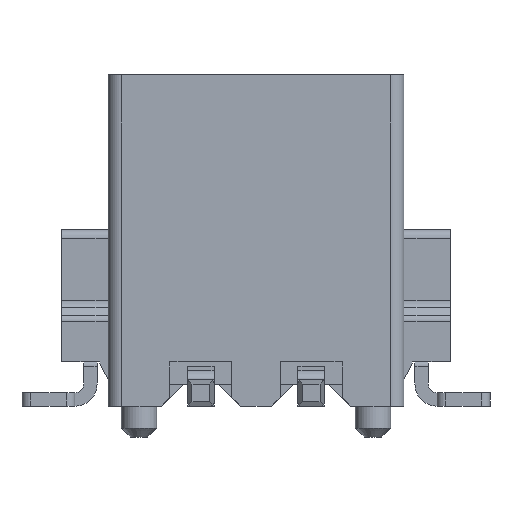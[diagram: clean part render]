
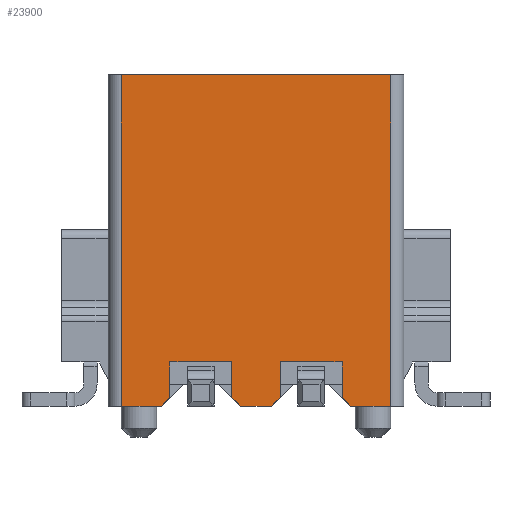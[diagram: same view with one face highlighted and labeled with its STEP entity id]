
A CAD part, front view. The second image highlights one B-rep face of the part: STEP entity #23900.
In plain terms, the highlighted planar face has unit normal (0, -1, 0).
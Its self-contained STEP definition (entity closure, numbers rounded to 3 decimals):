
#4050=CARTESIAN_POINT('',(4.461,-17.222,-0.25));
#4060=VERTEX_POINT('',#4050);
#4090=CARTESIAN_POINT('',(4.461,-17.222,7.5));
#4100=DIRECTION('',(-0.,0.,1.));
#4110=VECTOR('',#4100,1.);
#4120=LINE('',#4090,#4110);
#4130=CARTESIAN_POINT('',(4.461,-17.222,0.15));
#4140=VERTEX_POINT('',#4130);
#4150=EDGE_CURVE('',#4060,#4140,#4120,.T.);
#12910=CARTESIAN_POINT('',(-3.039,-17.222,-0.25));
#12920=VERTEX_POINT('',#12910);
#12950=CARTESIAN_POINT('',(-3.039,-17.222,-0.25));
#12960=DIRECTION('',(1.,0.,-0.));
#12970=VECTOR('',#12960,1.);
#12980=LINE('',#12950,#12970);
#12990=EDGE_CURVE('',#12920,#4060,#12980,.T.);
#13570=CARTESIAN_POINT('',(-3.039,-17.222,5.85));
#13580=VERTEX_POINT('',#13570);
#13610=CARTESIAN_POINT('',(-3.039,-17.222,1.334));
#13620=DIRECTION('',(-0.,0.,1.));
#13630=VECTOR('',#13620,1.);
#13640=LINE('',#13610,#13630);
#13650=EDGE_CURVE('',#12920,#13580,#13640,.T.);
#18420=CARTESIAN_POINT('',(3.461,-17.222,0.85));
#18430=VERTEX_POINT('',#18420);
#18480=CARTESIAN_POINT('',(3.461,-17.222,7.5));
#18490=DIRECTION('',(0.,0.,-1.));
#18500=VECTOR('',#18490,1.);
#18510=LINE('',#18480,#18500);
#18520=CARTESIAN_POINT('',(3.461,-17.222,2.25));
#18530=VERTEX_POINT('',#18520);
#18540=EDGE_CURVE('',#18530,#18430,#18510,.T.);
#22710=CARTESIAN_POINT('',(-3.039,-17.222,8.35));
#22720=DIRECTION('',(0.,-1.,0.));
#22730=DIRECTION('',(0.,0.,-1.));
#22740=AXIS2_PLACEMENT_3D('',#22710,#22720,#22730);
#22750=PLANE('',#22740);
#22760=CARTESIAN_POINT('',(-12.26,-17.222,0.85));
#22770=DIRECTION('',(-1.,0.,0.));
#22780=VECTOR('',#22770,1.);
#22790=LINE('',#22760,#22780);
#22800=CARTESIAN_POINT('',(4.261,-17.222,0.85));
#22810=VERTEX_POINT('',#22800);
#22820=EDGE_CURVE('',#22810,#18430,#22790,.T.);
#22830=ORIENTED_EDGE('',*,*,#22820,.T.);
#22840=CARTESIAN_POINT('',(-2.389,-17.222,7.5));
#22850=DIRECTION('',(-0.707,0.,0.707));
#22860=VECTOR('',#22850,1.);
#22870=LINE('',#22840,#22860);
#22880=CARTESIAN_POINT('',(4.461,-17.222,0.65
));
#22890=VERTEX_POINT('',#22880);
#22900=EDGE_CURVE('',#22890,#22810,#22870,.T.);
#22910=ORIENTED_EDGE('',*,*,#22900,.T.);
#22920=CARTESIAN_POINT('',(4.461,-17.222,7.5));
#22930=DIRECTION('',(-0.,0.,1.));
#22940=VECTOR('',#22930,1.);
#22950=LINE('',#22920,#22940);
#22960=EDGE_CURVE('',#4140,#22890,#22950,.T.);
#22970=ORIENTED_EDGE('',*,*,#22960,.T.);
#22980=ORIENTED_EDGE('',*,*,#4150,.T.);
#22990=ORIENTED_EDGE('',*,*,#12990,.T.);
#23000=ORIENTED_EDGE('',*,*,#13650,.F.);
#23010=CARTESIAN_POINT('',(-3.039,-17.222,5.85));
#23020=DIRECTION('',(1.,0.,-0.));
#23030=VECTOR('',#23020,1.);
#23040=LINE('',#23010,#23030);
#23050=CARTESIAN_POINT('',(4.461,-17.222,5.85));
#23060=VERTEX_POINT('',#23050);
#23070=EDGE_CURVE('',#13580,#23060,#23040,.T.);
#23080=ORIENTED_EDGE('',*,*,#23070,.F.);
#23090=CARTESIAN_POINT('',(4.461,-17.222,5.));
#23100=DIRECTION('',(-0.,0.,1.));
#23110=VECTOR('',#23100,1.);
#23120=LINE('',#23090,#23110);
#23130=CARTESIAN_POINT('',(4.461,-17.222,5.45));
#23140=VERTEX_POINT('',#23130);
#23150=EDGE_CURVE('',#23140,#23060,#23120,.T.);
#23160=ORIENTED_EDGE('',*,*,#23150,.T.);
#23170=CARTESIAN_POINT('',(4.461,-17.222,5.));
#23180=DIRECTION('',(-0.,0.,1.));
#23190=VECTOR('',#23180,1.);
#23200=LINE('',#23170,#23190);
#23210=CARTESIAN_POINT('',(4.461,-17.222,4.95));
#23220=VERTEX_POINT('',#23210);
#23230=EDGE_CURVE('',#23220,#23140,#23200,.T.);
#23240=ORIENTED_EDGE('',*,*,#23230,.T.);
#23250=CARTESIAN_POINT('',(4.511,-17.222,5.));
#23260=DIRECTION('',(-0.707,0.,-0.707));
#23270=VECTOR('',#23260,1.);
#23280=LINE('',#23250,#23270);
#23290=CARTESIAN_POINT('',(4.261,-17.222,4.75));
#23300=VERTEX_POINT('',#23290);
#23310=EDGE_CURVE('',#23220,#23300,#23280,.T.);
#23320=ORIENTED_EDGE('',*,*,#23310,.F.);
#23330=CARTESIAN_POINT('',(-12.26,-17.222,4.75));
#23340=DIRECTION('',(-1.,0.,0.));
#23350=VECTOR('',#23340,1.);
#23360=LINE('',#23330,#23350);
#23370=CARTESIAN_POINT('',(3.461,-17.222,4.75));
#23380=VERTEX_POINT('',#23370);
#23390=EDGE_CURVE('',#23300,#23380,#23360,.T.);
#23400=ORIENTED_EDGE('',*,*,#23390,.F.);
#23410=CARTESIAN_POINT('',(3.461,-17.222,5.));
#23420=DIRECTION('',(-0.,0.,1.));
#23430=VECTOR('',#23420,1.);
#23440=LINE('',#23410,#23430);
#23450=CARTESIAN_POINT('',(3.461,-17.222,3.35));
#23460=VERTEX_POINT('',#23450);
#23470=EDGE_CURVE('',#23460,#23380,#23440,.T.);
#23480=ORIENTED_EDGE('',*,*,#23470,.T.);
#23490=CARTESIAN_POINT('',(-12.26,-17.222,3.35));
#23500=DIRECTION('',(-1.,0.,0.));
#23510=VECTOR('',#23500,1.);
#23520=LINE('',#23490,#23510);
#23530=CARTESIAN_POINT('',(4.261,-17.222,3.35));
#23540=VERTEX_POINT('',#23530);
#23550=EDGE_CURVE('',#23540,#23460,#23520,.T.);
#23560=ORIENTED_EDGE('',*,*,#23550,.T.);
#23570=CARTESIAN_POINT('',(0.111,-17.222,7.5));
#23580=DIRECTION('',(-0.707,0.,0.707));
#23590=VECTOR('',#23580,1.);
#23600=LINE('',#23570,#23590);
#23610=CARTESIAN_POINT('',(4.461,-17.222,3.15));
#23620=VERTEX_POINT('',#23610);
#23630=EDGE_CURVE('',#23620,#23540,#23600,.T.);
#23640=ORIENTED_EDGE('',*,*,#23630,.T.);
#23650=CARTESIAN_POINT('',(4.461,-17.222,7.5));
#23660=DIRECTION('',(-0.,0.,1.));
#23670=VECTOR('',#23660,1.);
#23680=LINE('',#23650,#23670);
#23690=CARTESIAN_POINT('',(4.461,-17.222,2.45));
#23700=VERTEX_POINT('',#23690);
#23710=EDGE_CURVE('',#23700,#23620,#23680,.T.);
#23720=ORIENTED_EDGE('',*,*,#23710,.T.);
#23730=CARTESIAN_POINT('',(9.511,-17.222,7.5));
#23740=DIRECTION('',(-0.707,0.,-0.707));
#23750=VECTOR('',#23740,1.);
#23760=LINE('',#23730,#23750);
#23770=CARTESIAN_POINT('',(4.261,-17.222,2.25));
#23780=VERTEX_POINT('',#23770);
#23790=EDGE_CURVE('',#23700,#23780,#23760,.T.);
#23800=ORIENTED_EDGE('',*,*,#23790,.F.);
#23810=CARTESIAN_POINT('',(-12.26,-17.222,2.25));
#23820=DIRECTION('',(-1.,0.,0.));
#23830=VECTOR('',#23820,1.);
#23840=LINE('',#23810,#23830);
#23850=EDGE_CURVE('',#23780,#18530,#23840,.T.);
#23860=ORIENTED_EDGE('',*,*,#23850,.F.);
#23870=ORIENTED_EDGE('',*,*,#18540,.F.);
#23880=EDGE_LOOP('',(#23870,#23860,#23800,#23720,#23640,#23560,#23480,
#23400,#23320,#23240,#23160,#23080,#23000,#22990,#22980,#22970,#22910,
#22830));
#23890=FACE_OUTER_BOUND('',#23880,.T.);
#23900=ADVANCED_FACE('',(#23890),#22750,.T.);
